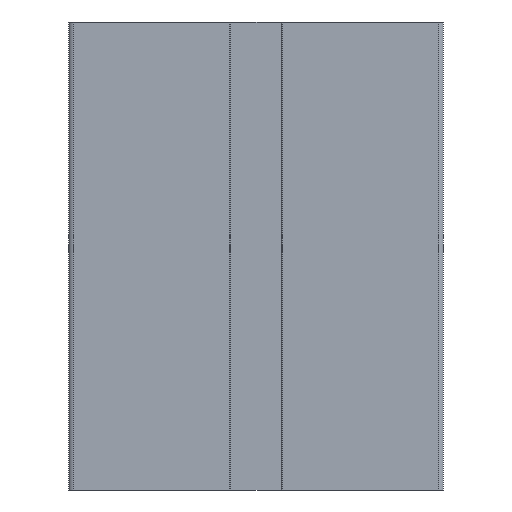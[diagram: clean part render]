
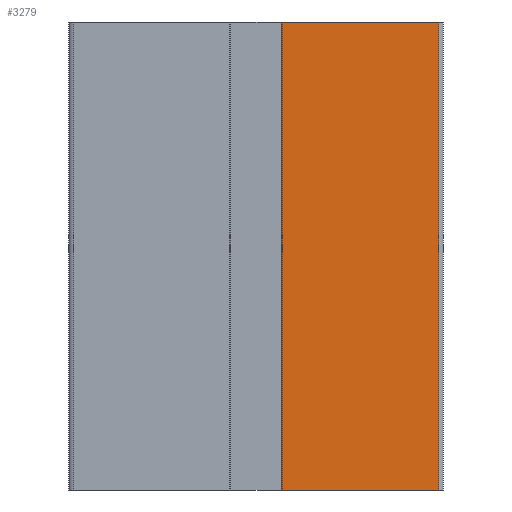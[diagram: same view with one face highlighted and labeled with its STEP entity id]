
A CAD part, front view. The second image highlights one B-rep face of the part: STEP entity #3279.
In plain terms, the highlighted planar face has unit normal (0, -1, 0).
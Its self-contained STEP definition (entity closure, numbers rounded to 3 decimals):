
#336=FACE_OUTER_BOUND('',#506,.T.);
#506=EDGE_LOOP('',(#2378,#2379,#2380,#2381));
#742=LINE('',#5148,#1076);
#743=LINE('',#5151,#1077);
#744=LINE('',#5153,#1078);
#745=LINE('',#5154,#1079);
#1076=VECTOR('',#4131,10.);
#1077=VECTOR('',#4134,10.);
#1078=VECTOR('',#4135,10.);
#1079=VECTOR('',#4136,10.);
#1410=VERTEX_POINT('',#5144);
#1411=VERTEX_POINT('',#5146);
#1412=VERTEX_POINT('',#5150);
#1413=VERTEX_POINT('',#5152);
#1810=EDGE_CURVE('',#1410,#1411,#742,.T.);
#1811=EDGE_CURVE('',#1412,#1410,#743,.T.);
#1812=EDGE_CURVE('',#1413,#1411,#744,.T.);
#1813=EDGE_CURVE('',#1412,#1413,#745,.T.);
#2378=ORIENTED_EDGE('',*,*,#1811,.T.);
#2379=ORIENTED_EDGE('',*,*,#1810,.T.);
#2380=ORIENTED_EDGE('',*,*,#1812,.F.);
#2381=ORIENTED_EDGE('',*,*,#1813,.F.);
#3162=PLANE('',#3533);
#3279=ADVANCED_FACE('',(#336),#3162,.T.);
#3533=AXIS2_PLACEMENT_3D('',#5149,#4132,#4133);
#4131=DIRECTION('',(0.,0.,1.));
#4132=DIRECTION('center_axis',(0.,-1.,0.));
#4133=DIRECTION('ref_axis',(1.,0.,0.));
#4134=DIRECTION('',(1.,0.,0.));
#4135=DIRECTION('',(1.,0.,0.));
#4136=DIRECTION('',(0.,0.,1.));
#5144=CARTESIAN_POINT('',(39.,-20.,0.));
#5146=CARTESIAN_POINT('',(39.,-20.,100.));
#5148=CARTESIAN_POINT('',(39.,-20.,0.));
#5149=CARTESIAN_POINT('Origin',(5.6,-20.,0.));
#5150=CARTESIAN_POINT('',(5.6,-20.,0.));
#5151=CARTESIAN_POINT('',(5.6,-20.,0.));
#5152=CARTESIAN_POINT('',(5.6,-20.,100.));
#5153=CARTESIAN_POINT('',(5.6,-20.,100.));
#5154=CARTESIAN_POINT('',(5.6,-20.,0.));
